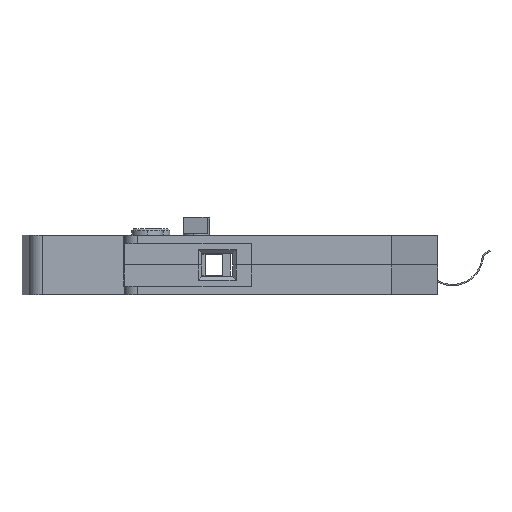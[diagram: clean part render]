
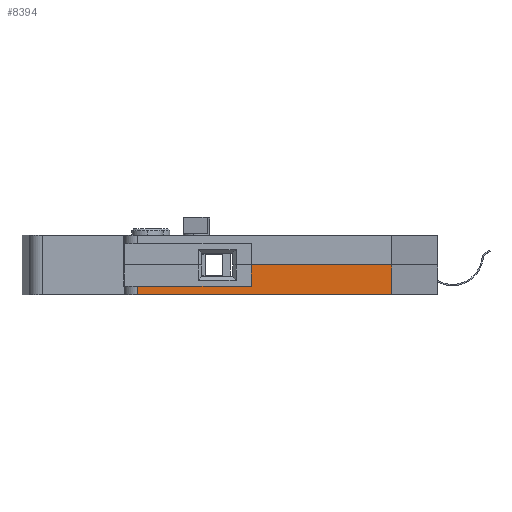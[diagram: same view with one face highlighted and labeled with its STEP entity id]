
A CAD part, left-side view. The second image highlights one B-rep face of the part: STEP entity #8394.
In plain terms, the highlighted face is planar.
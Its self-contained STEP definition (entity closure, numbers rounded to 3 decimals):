
#2183=DIRECTION('',(0.,0.,1.));
#2184=VECTOR('',#2183,4.5);
#2185=CARTESIAN_POINT('',(43.75,-40.4,0.));
#2186=LINE('',#2185,#2184);
#2190=DIRECTION('',(0.,1.,0.));
#2191=VECTOR('',#2190,38.4);
#2192=CARTESIAN_POINT('',(43.75,-40.4,4.5));
#2193=LINE('',#2192,#2191);
#2330=DIRECTION('',(0.,1.,0.));
#2331=VECTOR('',#2330,21.2);
#2332=CARTESIAN_POINT('',(43.75,-40.4,0.));
#2333=LINE('',#2332,#2331);
#2337=DIRECTION('',(0.,0.,1.));
#2338=VECTOR('',#2337,3.2);
#2339=CARTESIAN_POINT('',(43.75,-19.2,0.));
#2340=LINE('',#2339,#2338);
#2386=DIRECTION('',(0.,1.,0.));
#2387=VECTOR('',#2386,17.2);
#2388=CARTESIAN_POINT('',(43.75,-19.2,3.2));
#2389=LINE('',#2388,#2387);
#2415=DIRECTION('',(0.,0.,1.));
#2416=VECTOR('',#2415,1.3);
#2417=CARTESIAN_POINT('',(43.75,-2.,3.2));
#2418=LINE('',#2417,#2416);
#5280=CARTESIAN_POINT('',(43.75,-2.,4.5));
#5281=VERTEX_POINT('',#5280);
#5282=CARTESIAN_POINT('',(43.75,-40.4,4.5));
#5283=VERTEX_POINT('',#5282);
#5758=CARTESIAN_POINT('',(43.75,-40.4,0.));
#5759=VERTEX_POINT('',#5758);
#5760=CARTESIAN_POINT('',(43.75,-19.2,0.));
#5761=VERTEX_POINT('',#5760);
#5762=CARTESIAN_POINT('',(43.75,-2.,3.2));
#5763=VERTEX_POINT('',#5762);
#5764=CARTESIAN_POINT('',(43.75,-19.2,3.2));
#5765=VERTEX_POINT('',#5764);
#8377=CARTESIAN_POINT('',(43.75,-40.4,0.));
#8378=DIRECTION('',(1.,0.,0.));
#8379=DIRECTION('',(0.,1.,0.));
#8380=AXIS2_PLACEMENT_3D('',#8377,#8378,#8379);
#8381=PLANE('',#8380);
#8383=ORIENTED_EDGE('',*,*,#8382,.F.);
#8384=ORIENTED_EDGE('',*,*,#8361,.T.);
#8385=ORIENTED_EDGE('',*,*,#6179,.T.);
#8387=ORIENTED_EDGE('',*,*,#8386,.F.);
#8389=ORIENTED_EDGE('',*,*,#8388,.F.);
#8391=ORIENTED_EDGE('',*,*,#8390,.F.);
#8392=EDGE_LOOP('',(#8383,#8384,#8385,#8387,#8389,#8391));
#8393=FACE_OUTER_BOUND('',#8392,.F.);
#6179=EDGE_CURVE('',#5283,#5281,#2193,.T.);
#8361=EDGE_CURVE('',#5759,#5283,#2186,.T.);
#8382=EDGE_CURVE('',#5759,#5761,#2333,.T.);
#8386=EDGE_CURVE('',#5763,#5281,#2418,.T.);
#8388=EDGE_CURVE('',#5765,#5763,#2389,.T.);
#8390=EDGE_CURVE('',#5761,#5765,#2340,.T.);
#8394=ADVANCED_FACE('',(#8393),#8381,.T.);
